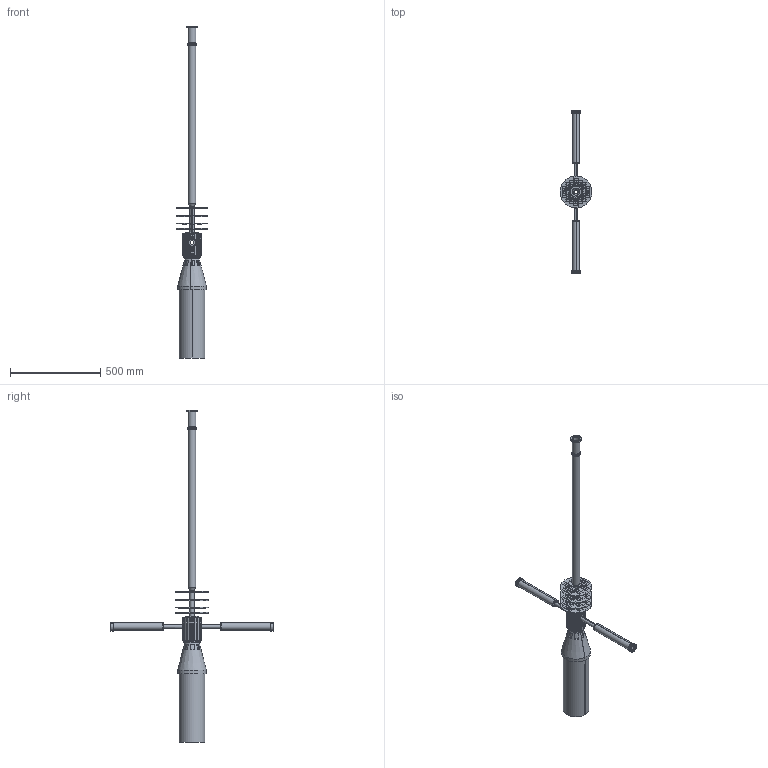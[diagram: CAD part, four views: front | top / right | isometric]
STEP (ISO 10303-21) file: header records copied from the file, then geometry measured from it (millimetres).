
FILE_DESCRIPTION((''),'2;1');
FILE_NAME('Pv-2.0.stp','2008-07-18T18:07:19',('thomas'),(''),'Autodesk Inventor 2008','Autodesk Inventor 2008','');
FILE_SCHEMA(('AUTOMOTIVE_DESIGN { 1 0 10303 214 1 1 1 1 }'));
Length unit declared in the file: millimetre
Products named in the file (86): Pv-2; Pixel_Hshell; Pixel_Bl1; Geometry_Bl1; Pixel_Smod_M-3x1; Pixel_Mod_M-3x1; Pixel_Sens_M-3x1; PixelActive_M-3x1; PixelPassive_M-3x1; Pixel_Fe_M-3x1; Cable_M-3x1; WireBonds_M-3x1; CarbonFoam_M-3x1; Smod_Sup_M-3x1; Smod_Sup_Block; Cool_Tube_Lin_M-35mm; Pixel_Smod_L-6x1; Pixel_Mod_L-6x1; Pixel_Sens_L-6x1; PixelActive_L-6x1; PixelPassive_L-6x1; Pixel_Fe_L-6x1; Cable_L-6x1; WireBonds_L-6x1; CarbonFoam_L-6x1; Smod_Sup_L-6x1; Cool_Tube_Lin_L-75mm; Pixel_Bl2; Geometry_Bl2; Pixel_Smod_H-12x1; Pixel_Sens_H-12x1; PixelActive_H-12x1; PixelPassive_H-12x1; Pixel_Fe_H-12x1; Cable_H-12x1; WireBonds_H-12x1; CarbonFoam_H-12x1; Smod_Sup_H-12x1; Smod_Sup_Block_Cut; Cool_Tube_Lin_H-130mm ...
Assembly tree (157 placements, depth 7):
  Pv-2
    Pixel_Hshell  x2
      Pixel_Bl1
        Geometry_Bl1
        Pixel_Smod_M-3x1  x3
          Pixel_Mod_M-3x1
            Pixel_Sens_M-3x1
              PixelActive_M-3x1
              PixelPassive_M-3x1
            Pixel_Fe_M-3x1
            Cable_M-3x1
            WireBonds_M-3x1
            CarbonFoam_M-3x1
          Smod_Sup_M-3x1
          Smod_Sup_Block
          Cool_Tube_Lin_M-35mm
        Pixel_Smod_L-6x1  x5
          Pixel_Mod_L-6x1
            Pixel_Sens_L-6x1
              PixelActive_L-6x1
              PixelPassive_L-6x1
            Pixel_Fe_L-6x1
            Cable_L-6x1
            WireBonds_L-6x1
            CarbonFoam_L-6x1
          Smod_Sup_L-6x1
          Smod_Sup_Block
          Cool_Tube_Lin_L-75mm
      Pixel_Bl2
        Geometry_Bl2
        Pixel_Smod_H-12x1  x13
          Pixel_Mod_L-6x1
            Pixel_Sens_H-12x1
              PixelActive_H-12x1
              PixelPassive_H-12x1
            Pixel_Fe_H-12x1
            Cable_H-12x1
            WireBonds_H-12x1
            CarbonFoam_H-12x1
          Smod_Sup_H-12x1
          Smod_Sup_Block_Cut
          Cool_Tube_Lin_H-130mm
        Pixel_Smod_M-3x1  x3
          Pixel_Mod_M-3x1
            Pixel_Sens_M-3x1
              PixelActive_M-3x1
              PixelPassive_M-3x1
            Pixel_Fe_M-3x1
            Cable_M-3x1
            WireBonds_M-3x1
            CarbonFoam_M-3x1
          Smod_Sup_M-3x1
          Smod_Sup_Block
          Cool_Tube_Lin_M-35mm
        Pixel_Smod_L-6x1  x3
          Pixel_Mod_L-6x1
            Pixel_Sens_L-6x1
              PixelActive_L-6x1
              PixelPassive_L-6x1
            Pixel_Fe_L-6x1
Bounding box: 175.5 x 898.58 x 1840 mm (x, y, z)
Volume: 1537473.1 mm3; surface area: 2498765.1 mm2
Topology: 1533 solids, 1535 shells, 10494 faces, 22272 edges, 14846 vertices
Faces by surface type: plane 9854, cylinder 619, cone 13, torus 6, bspline 2
Full cylindrical faces by diameter (mm): 0.2 x192, 2.3 x54, 2.5 x60, 40 x1, 41.6 x1, 42 x1, 44 x1, 46 x2, 60 x1
Entity records: 17896 total; most frequent: CARTESIAN_POINT 3192, DIRECTION 2729, ORIENTED_EDGE 2242, EDGE_CURVE 1121, VECTOR 939, LINE 939, AXIS2_PLACEMENT_3D 895, VERTEX_POINT 761
